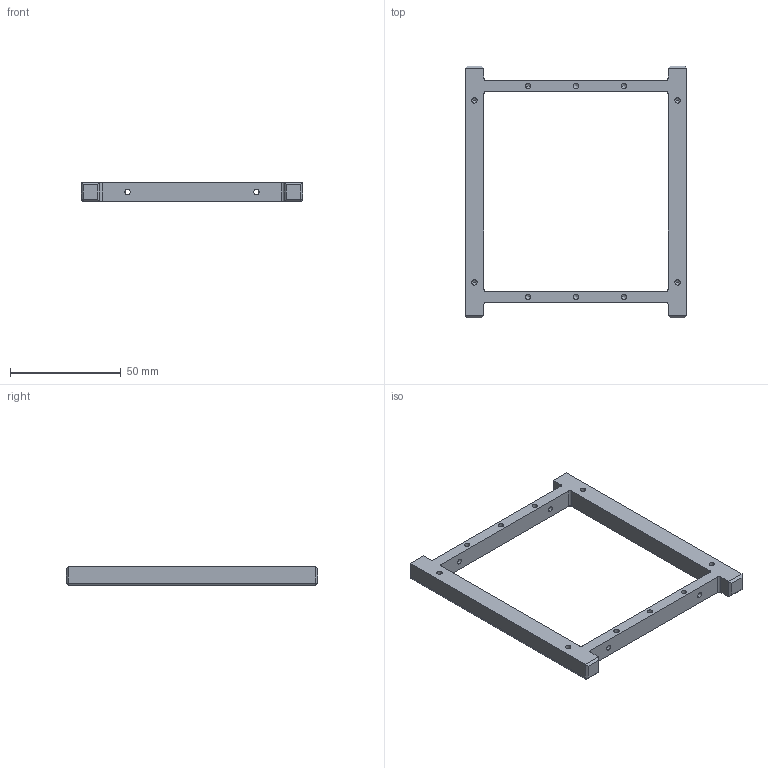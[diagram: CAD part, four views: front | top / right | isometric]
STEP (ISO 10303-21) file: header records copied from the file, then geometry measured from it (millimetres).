
FILE_DESCRIPTION (( 'STEP AP203' ), '1' );
FILE_NAME ('Cubesat-Struct-Int-Frame-Side01.STEP', '2015-07-03T13:26:15', ( '' ), ( '' ), 'SwSTEP 2.0', 'SolidWorks 2013', '' );
FILE_SCHEMA (( 'CONFIG_CONTROL_DESIGN' ));
Length unit declared in the file: millimetre
Products named in the file (1): Cubesat-Struct-Int-Frame-Side01
Bounding box: 100 x 113.5 x 8.5 mm (x, y, z)
Volume: 22982.4 mm3; surface area: 12687.6 mm2
Topology: 1 solids, 1 shells, 112 faces, 282 edges, 154 vertices
Faces by surface type: cylinder 46, plane 34, cone 32
Entity records: 3179 total; most frequent: DIRECTION 568, CARTESIAN_POINT 517, ORIENTED_EDGE 500, EDGE_CURVE 250, AXIS2_PLACEMENT_3D 205, VECTOR 158, LINE 158, VERTEX_POINT 154
